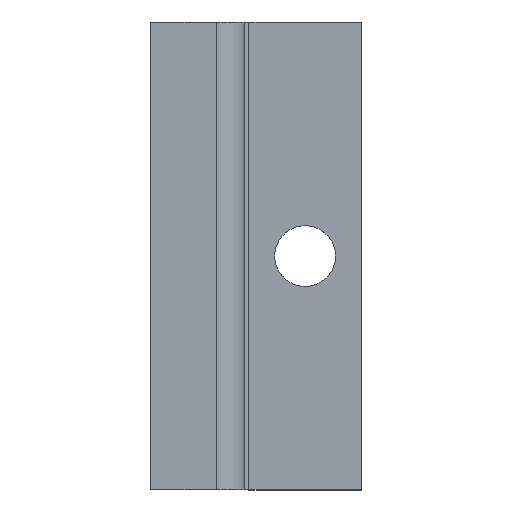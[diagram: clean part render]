
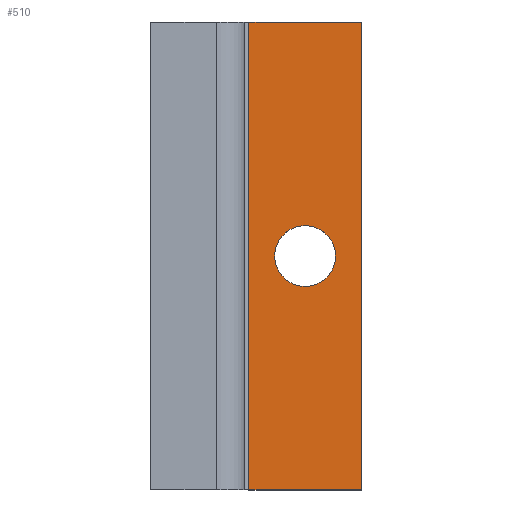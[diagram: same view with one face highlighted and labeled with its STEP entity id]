
A CAD part, top view. The second image highlights one B-rep face of the part: STEP entity #510.
In plain terms, the highlighted planar face has unit normal (0, 0, 1).
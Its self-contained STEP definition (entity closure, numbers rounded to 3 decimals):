
#105=CARTESIAN_POINT('',(9.5,0.0,5.0));
#106=VERTEX_POINT('',#105);
#107=CARTESIAN_POINT('',(3.,0.0,5.0));
#108=DIRECTION('',(0.0,0.0,-1.0));
#109=DIRECTION('',(1.0,0.0,0.0));
#110=AXIS2_PLACEMENT_3D('',#107,#108,#109);
#111=CIRCLE('',#110,6.5);
#112=EDGE_CURVE('',#106,#106,#111,.T.);
#196=CARTESIAN_POINT('',(-9.,50.0,5.0));
#197=VERTEX_POINT('',#196);
#205=CARTESIAN_POINT('',(15.,50.0,5.0));
#206=VERTEX_POINT('',#205);
#207=CARTESIAN_POINT('',(-9.0,50.0,5.0));
#208=DIRECTION('',(1.0,0.0,0.0));
#209=VECTOR('',#208,24.0);
#210=LINE('',#207,#209);
#211=EDGE_CURVE('',#197,#206,#210,.T.);
#346=CARTESIAN_POINT('',(15.,-50.0,5.0));
#347=VERTEX_POINT('',#346);
#354=CARTESIAN_POINT('',(-9.,-50.0,5.0));
#355=VERTEX_POINT('',#354);
#356=CARTESIAN_POINT('',(15.,-50.0,5.0));
#357=DIRECTION('',(-1.0,0.0,0.0));
#358=VECTOR('',#357,24.0);
#359=LINE('',#356,#358);
#360=EDGE_CURVE('',#347,#355,#359,.T.);
#464=CARTESIAN_POINT('',(-9.,50.0,5.0));
#465=DIRECTION('',(0.0,-1.0,0.0));
#466=VECTOR('',#465,100.0);
#467=LINE('',#464,#466);
#468=EDGE_CURVE('',#197,#355,#467,.T.);
#491=CARTESIAN_POINT('',(0.,0.0,5.0));
#492=DIRECTION('',(0.0,0.0,1.0));
#493=DIRECTION('',(1.0,0.0,0.0));
#494=AXIS2_PLACEMENT_3D('',#491,#492,#493);
#495=PLANE('',#494);
#496=ORIENTED_EDGE('',*,*,#468,.T.);
#497=ORIENTED_EDGE('',*,*,#360,.F.);
#498=CARTESIAN_POINT('',(15.,50.0,5.0));
#499=DIRECTION('',(0.0,-1.0,0.0));
#500=VECTOR('',#499,100.0);
#501=LINE('',#498,#500);
#502=EDGE_CURVE('',#206,#347,#501,.T.);
#503=ORIENTED_EDGE('',*,*,#502,.F.);
#504=ORIENTED_EDGE('',*,*,#211,.F.);
#505=EDGE_LOOP('',(#496,#497,#503,#504));
#506=FACE_OUTER_BOUND('',#505,.T.);
#507=ORIENTED_EDGE('',*,*,#112,.T.);
#508=EDGE_LOOP('',(#507));
#509=FACE_BOUND('',#508,.T.);
#510=ADVANCED_FACE('',(#506,#509),#495,.T.);
